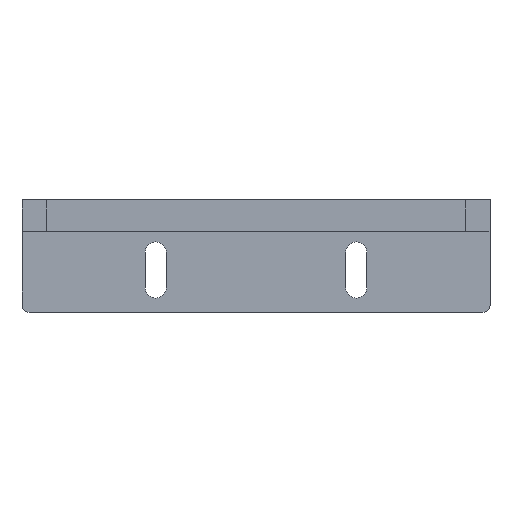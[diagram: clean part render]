
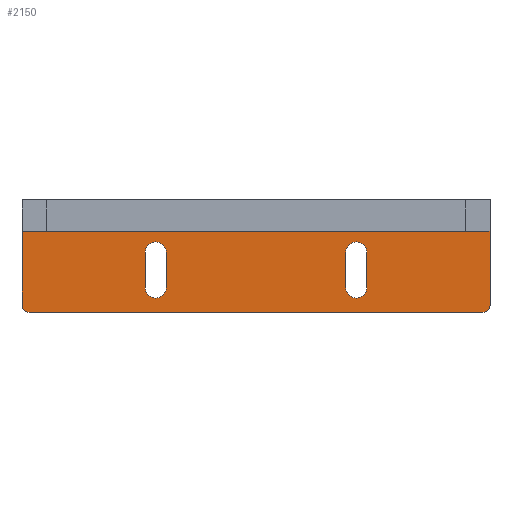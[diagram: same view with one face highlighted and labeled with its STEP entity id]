
A CAD part, front view. The second image highlights one B-rep face of the part: STEP entity #2150.
In plain terms, the highlighted planar face has unit normal (0, -1, 0).
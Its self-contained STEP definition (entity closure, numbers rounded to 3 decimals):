
#98=LINE('',#3121,#307);
#102=LINE('',#3131,#311);
#106=LINE('',#3145,#315);
#110=LINE('',#3155,#319);
#127=LINE('',#3711,#336);
#154=LINE('',#3871,#363);
#159=LINE('',#3886,#368);
#174=LINE('',#3930,#383);
#177=LINE('',#3938,#386);
#178=LINE('',#3941,#387);
#179=LINE('',#3942,#388);
#180=LINE('',#3943,#389);
#307=VECTOR('',#2481,10.);
#311=VECTOR('',#2493,10.);
#315=VECTOR('',#2505,10.);
#319=VECTOR('',#2517,10.);
#336=VECTOR('',#2662,129.35);
#363=VECTOR('',#2753,21.);
#368=VECTOR('',#2770,21.);
#383=VECTOR('',#2811,9.);
#386=VECTOR('',#2820,9.);
#387=VECTOR('',#2825,23.675);
#388=VECTOR('',#2826,86.);
#389=VECTOR('',#2827,23.675);
#501=PLANE('',#2351);
#553=FACE_BOUND('',#763,.T.);
#554=FACE_BOUND('',#764,.T.);
#635=FACE_OUTER_BOUND('',#762,.T.);
#762=EDGE_LOOP('',(#1755,#1756,#1757,#1758,#1759,#1760,#1761,#1762,#1763,
#1764));
#763=EDGE_LOOP('',(#1765,#1766,#1767,#1768));
#764=EDGE_LOOP('',(#1769,#1770,#1771,#1772));
#829=CIRCLE('',#2218,3.);
#831=CIRCLE('',#2222,3.);
#833=CIRCLE('',#2226,3.);
#835=CIRCLE('',#2230,3.);
#874=CIRCLE('',#2308,2.);
#886=CIRCLE('',#2326,2.);
#942=VERTEX_POINT('',#3112);
#943=VERTEX_POINT('',#3114);
#945=VERTEX_POINT('',#3120);
#947=VERTEX_POINT('',#3126);
#950=VERTEX_POINT('',#3136);
#951=VERTEX_POINT('',#3138);
#953=VERTEX_POINT('',#3144);
#955=VERTEX_POINT('',#3150);
#1007=VERTEX_POINT('',#3708);
#1008=VERTEX_POINT('',#3710);
#1017=VERTEX_POINT('',#3746);
#1027=VERTEX_POINT('',#3859);
#1031=VERTEX_POINT('',#3869);
#1035=VERTEX_POINT('',#3885);
#1048=VERTEX_POINT('',#3923);
#1051=VERTEX_POINT('',#3928);
#1052=VERTEX_POINT('',#3935);
#1053=VERTEX_POINT('',#3937);
#1144=EDGE_CURVE('',#943,#942,#829,.T.);
#1147=EDGE_CURVE('',#945,#943,#98,.T.);
#1150=EDGE_CURVE('',#947,#945,#831,.T.);
#1153=EDGE_CURVE('',#942,#947,#102,.T.);
#1156=EDGE_CURVE('',#951,#950,#833,.T.);
#1159=EDGE_CURVE('',#953,#951,#106,.T.);
#1162=EDGE_CURVE('',#955,#953,#835,.T.);
#1165=EDGE_CURVE('',#950,#955,#110,.T.);
#1240=EDGE_CURVE('',#1007,#1008,#127,.T.);
#1259=EDGE_CURVE('',#1008,#1017,#874,.T.);
#1280=EDGE_CURVE('',#1027,#1007,#886,.T.);
#1286=EDGE_CURVE('',#1031,#1027,#154,.T.);
#1293=EDGE_CURVE('',#1035,#1017,#159,.T.);
#1314=EDGE_CURVE('',#1051,#1048,#174,.T.);
#1318=EDGE_CURVE('',#1052,#1053,#177,.T.);
#1320=EDGE_CURVE('',#1048,#1031,#178,.T.);
#1321=EDGE_CURVE('',#1053,#1051,#179,.T.);
#1322=EDGE_CURVE('',#1035,#1052,#180,.T.);
#1755=ORIENTED_EDGE('',*,*,#1280,.F.);
#1756=ORIENTED_EDGE('',*,*,#1286,.F.);
#1757=ORIENTED_EDGE('',*,*,#1320,.F.);
#1758=ORIENTED_EDGE('',*,*,#1314,.F.);
#1759=ORIENTED_EDGE('',*,*,#1321,.F.);
#1760=ORIENTED_EDGE('',*,*,#1318,.F.);
#1761=ORIENTED_EDGE('',*,*,#1322,.F.);
#1762=ORIENTED_EDGE('',*,*,#1293,.T.);
#1763=ORIENTED_EDGE('',*,*,#1259,.F.);
#1764=ORIENTED_EDGE('',*,*,#1240,.F.);
#1765=ORIENTED_EDGE('',*,*,#1150,.T.);
#1766=ORIENTED_EDGE('',*,*,#1147,.T.);
#1767=ORIENTED_EDGE('',*,*,#1144,.T.);
#1768=ORIENTED_EDGE('',*,*,#1153,.T.);
#1769=ORIENTED_EDGE('',*,*,#1162,.T.);
#1770=ORIENTED_EDGE('',*,*,#1159,.T.);
#1771=ORIENTED_EDGE('',*,*,#1156,.T.);
#1772=ORIENTED_EDGE('',*,*,#1165,.T.);
#2150=ADVANCED_FACE('',(#635,#553,#554),#501,.T.);
#2218=AXIS2_PLACEMENT_3D('',#3115,#2475,#2476);
#2222=AXIS2_PLACEMENT_3D('',#3127,#2487,#2488);
#2226=AXIS2_PLACEMENT_3D('',#3139,#2499,#2500);
#2230=AXIS2_PLACEMENT_3D('',#3151,#2511,#2512);
#2308=AXIS2_PLACEMENT_3D('',#3747,#2701,#2702);
#2326=AXIS2_PLACEMENT_3D('',#3860,#2744,#2745);
#2351=AXIS2_PLACEMENT_3D('',#3940,#2823,#2824);
#2475=DIRECTION('center_axis',(0.,1.,0.));
#2476=DIRECTION('ref_axis',(1.,0.,0.));
#2481=DIRECTION('',(0.,0.,1.));
#2487=DIRECTION('center_axis',(0.,1.,0.));
#2488=DIRECTION('ref_axis',(-1.,0.,0.));
#2493=DIRECTION('',(0.,0.,-1.));
#2499=DIRECTION('center_axis',(0.,1.,0.));
#2500=DIRECTION('ref_axis',(1.,0.,0.));
#2505=DIRECTION('',(0.,0.,1.));
#2511=DIRECTION('center_axis',(0.,1.,0.));
#2512=DIRECTION('ref_axis',(-1.,0.,0.));
#2517=DIRECTION('',(0.,0.,-1.));
#2662=DIRECTION('',(-1.,0.,0.));
#2701=DIRECTION('center_axis',(0.,1.,0.));
#2702=DIRECTION('ref_axis',(-0.707,0.,-0.707));
#2744=DIRECTION('center_axis',(0.,1.,0.));
#2745=DIRECTION('ref_axis',(0.707,0.,-0.707));
#2753=DIRECTION('',(0.,0.,-1.));
#2770=DIRECTION('',(0.,0.,-1.));
#2811=DIRECTION('',(0.,0.,-1.));
#2820=DIRECTION('',(0.,0.,1.));
#2823=DIRECTION('center_axis',(0.,-1.,0.));
#2824=DIRECTION('ref_axis',(1.,0.,0.));
#2825=DIRECTION('',(1.,0.,0.));
#2826=DIRECTION('',(1.,0.,0.));
#2827=DIRECTION('',(1.,0.,0.));
#3112=CARTESIAN_POINT('',(-81.525,27.1,-6.));
#3114=CARTESIAN_POINT('',(-87.525,27.1,-6.));
#3115=CARTESIAN_POINT('Origin',(-84.525,27.1,-6.));
#3120=CARTESIAN_POINT('',(-87.525,27.1,-16.));
#3121=CARTESIAN_POINT('',(-87.525,27.1,-8.));
#3126=CARTESIAN_POINT('',(-81.525,27.1,-16.));
#3127=CARTESIAN_POINT('Origin',(-84.525,27.1,-16.));
#3131=CARTESIAN_POINT('',(-81.525,27.1,-3.));
#3136=CARTESIAN_POINT('',(-24.375,27.1,-6.));
#3138=CARTESIAN_POINT('',(-30.375,27.1,-6.));
#3139=CARTESIAN_POINT('Origin',(-27.375,27.1,-6.));
#3144=CARTESIAN_POINT('',(-30.375,27.1,-16.));
#3145=CARTESIAN_POINT('',(-30.375,27.1,-8.));
#3150=CARTESIAN_POINT('',(-24.375,27.1,-16.));
#3151=CARTESIAN_POINT('Origin',(-27.375,27.1,-16.));
#3155=CARTESIAN_POINT('',(-24.375,27.1,-3.));
#3708=CARTESIAN_POINT('',(8.725,27.1,-23.));
#3710=CARTESIAN_POINT('',(-120.625,27.1,-23.));
#3711=CARTESIAN_POINT('',(10.725,27.1,-23.));
#3746=CARTESIAN_POINT('',(-122.625,27.1,-21.));
#3747=CARTESIAN_POINT('Origin',(-120.625,27.1,-21.));
#3859=CARTESIAN_POINT('',(10.725,27.1,-21.));
#3860=CARTESIAN_POINT('Origin',(8.725,27.1,-21.));
#3869=CARTESIAN_POINT('',(10.725,27.1,0.));
#3871=CARTESIAN_POINT('',(10.725,27.1,0.));
#3885=CARTESIAN_POINT('',(-122.625,27.1,0.));
#3886=CARTESIAN_POINT('',(-122.625,27.1,0.));
#3923=CARTESIAN_POINT('',(-12.95,27.1,0.));
#3928=CARTESIAN_POINT('',(-12.95,27.1,9.));
#3930=CARTESIAN_POINT('',(-12.95,27.1,0.));
#3935=CARTESIAN_POINT('',(-98.95,27.1,0.));
#3937=CARTESIAN_POINT('',(-98.95,27.1,9.));
#3938=CARTESIAN_POINT('',(-98.95,27.1,0.));
#3940=CARTESIAN_POINT('Origin',(-55.95,27.1,0.));
#3941=CARTESIAN_POINT('',(-2.355,27.1,0.));
#3942=CARTESIAN_POINT('',(-55.95,27.1,9.));
#3943=CARTESIAN_POINT('',(-2.355,27.1,0.));
